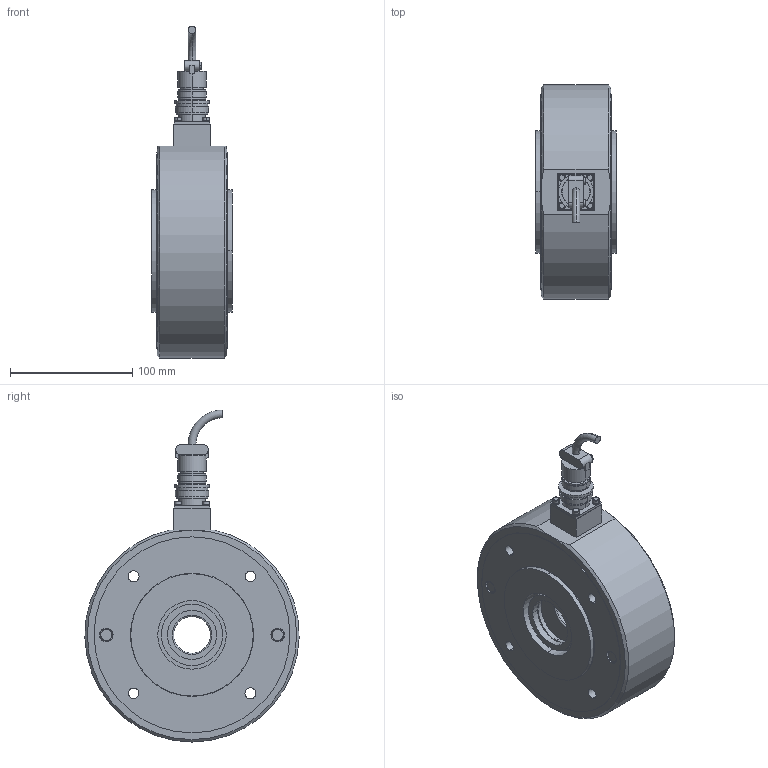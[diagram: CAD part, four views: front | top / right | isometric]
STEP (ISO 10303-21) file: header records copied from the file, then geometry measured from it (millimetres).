
FILE_DESCRIPTION((''),'2;1');
FILE_NAME('31101813_-.stp','2019-10-07T14:38:20',(''),(''),'Mechanical Desktop 2009','Mechanical Desktop 2009',', , ');
FILE_SCHEMA(('CONFIG_CONTROL_DESIGN'));
Length unit declared in the file: millimetre
Products named in the file (37): ZEICHNUNG4; L50324_STP; L4974404; TEIL1; L49745; TEIL1AAA; L47663; TEIL1AAAAA; L47664; TEIL1AA; L4340401; TEIL1AAAA; I-6KT_SCHRAUBE_M6X50; I-6KT_SCHRAUBE_M6X50A; SICHERUNGSRING_J72; SICHERUNGSRING_J72A; V_RING_V40AA; V_RING_V40A; PENDELKUGELLAGER_1306TVA; PENDELKUGELLAGER_1306TV; FLANSCHDOSE_14S-2P_4-POLIGA; FLANSCHDOSE_14S-2P_4-POLIG; L49026; TEIL1A; FEDERRING_M3A; FEDERRING_M3; I-6KT_SCHRAUBE_M3X25A; I-6KT_SCHRAUBE_M3X25; L1910071; 31101815_01; L1910071|AVE_RENDER; L1910071|AVE_GLOBAL; L1910071|RM_SDB; RM_SDB; L49015; ~TEIL1; RM_SDBA
Assembly tree (53 placements, depth 4):
  ZEICHNUNG4
    L50324_STP
      L4974404
        TEIL1
      L49745
        TEIL1AAA
      L47663
        TEIL1AAAAA
      L47664
        TEIL1AA
      L4340401  x2
        TEIL1AAAA
      I-6KT_SCHRAUBE_M6X50  x2
        I-6KT_SCHRAUBE_M6X50A
      SICHERUNGSRING_J72
        SICHERUNGSRING_J72A
      V_RING_V40AA  x2
        V_RING_V40A
      PENDELKUGELLAGER_1306TVA
        PENDELKUGELLAGER_1306TV
      FLANSCHDOSE_14S-2P_4-POLIGA
        FLANSCHDOSE_14S-2P_4-POLIG
      L49026
        TEIL1A
      FEDERRING_M3A  x4
        FEDERRING_M3
      I-6KT_SCHRAUBE_M3X25A  x4
        I-6KT_SCHRAUBE_M3X25
      L1910071
        31101815_01
        L1910071|AVE_RENDER  x8
        L1910071|AVE_GLOBAL
        L1910071|RM_SDB  x3
    RM_SDB  x3
  L49015
  ~TEIL1
  RM_SDBA
Bounding box: 65.9 x 174.96 x 271.15 mm (x, y, z)
Volume: 1295196.9 mm3; surface area: 273215.8 mm2
Topology: 23 solids, 23 shells, 429 faces, 996 edges, 647 vertices
Faces by surface type: cylinder 249, plane 108, cone 44, torus 24, bspline 4
Entity records: 11320 total; most frequent: DIRECTION 2066, CARTESIAN_POINT 1920, ORIENTED_EDGE 1536, AXIS2_PLACEMENT_3D 893, EDGE_CURVE 768, VERTEX_POINT 505, CIRCLE 482, EDGE_LOOP 459
